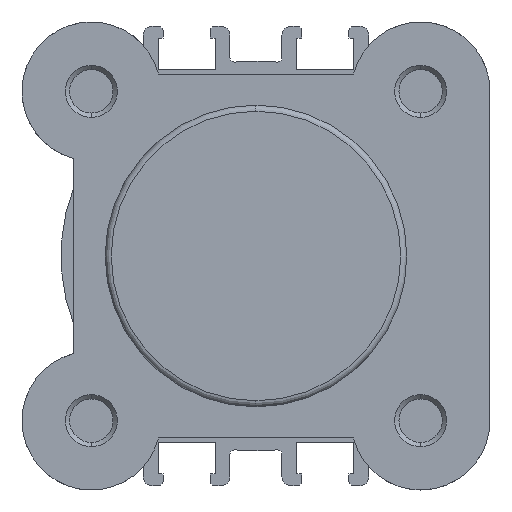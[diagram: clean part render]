
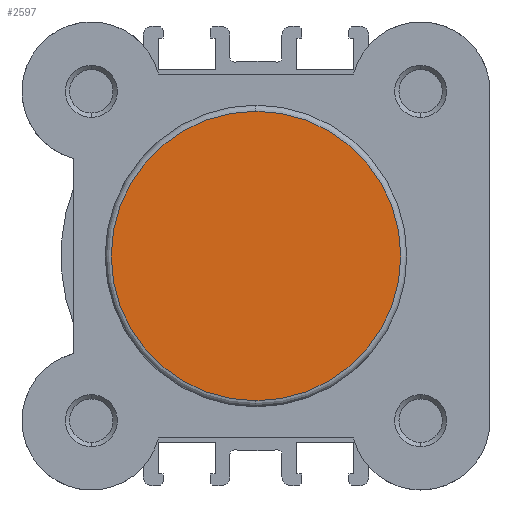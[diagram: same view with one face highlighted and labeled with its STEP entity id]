
A CAD part, left-side view. The second image highlights one B-rep face of the part: STEP entity #2597.
In plain terms, the highlighted planar face has unit normal (-1, 0, 0).
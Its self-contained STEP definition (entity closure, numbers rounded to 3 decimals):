
#237 = CIRCLE ( 'NONE', #5893, 16.7 ) ;
#769 = CARTESIAN_POINT ( 'NONE',  ( 0., 0., 0. ) ) ;
#776 = DIRECTION ( 'NONE',  ( -1., 0., 0. ) ) ;
#777 = DIRECTION ( 'NONE',  ( 0., 0., 1. ) ) ;
#1371 = VERTEX_POINT ( 'NONE', #1741 ) ;
#1372 = VERTEX_POINT ( 'NONE', #1742 ) ;
#1741 = CARTESIAN_POINT ( 'NONE',  ( 0., 0., -16.7 ) ) ;
#1742 = CARTESIAN_POINT ( 'NONE',  ( 0., 0., 16.7 ) ) ;
#2176 = CARTESIAN_POINT ( 'NONE',  ( 0., -17.4, 0. ) ) ;
#2177 = PLANE ( 'NONE',  #5499 ) ;
#2179 = DIRECTION ( 'NONE',  ( -1., 0., 0. ) ) ;
#2180 = DIRECTION ( 'NONE',  ( 0., 0., 1. ) ) ;
#2597 = ADVANCED_FACE ( 'NONE', ( #6096 ), #2177, .T. ) ;
#3607 = CARTESIAN_POINT ( 'NONE',  ( 0., 0., 0. ) ) ;
#3608 = DIRECTION ( 'NONE',  ( -1., 0., 0. ) ) ;
#3609 = DIRECTION ( 'NONE',  ( 0., 0., 1. ) ) ;
#4522 = EDGE_LOOP ( 'NONE', ( #4627, #4626 ) ) ;
#4626 = ORIENTED_EDGE ( 'NONE', *, *, #5339, .T. ) ;
#4627 = ORIENTED_EDGE ( 'NONE', *, *, #5085, .T. ) ;
#5085 = EDGE_CURVE ( 'NONE', #1372, #1371, #6843, .T. ) ;
#5339 = EDGE_CURVE ( 'NONE', #1371, #1372, #237, .T. ) ;
#5499 = AXIS2_PLACEMENT_3D ( 'NONE', #2176, #2179, #2180 ) ;
#5778 = AXIS2_PLACEMENT_3D ( 'NONE', #3607, #3608, #3609 ) ;
#5893 = AXIS2_PLACEMENT_3D ( 'NONE', #769, #776, #777 ) ;
#6096 = FACE_OUTER_BOUND ( 'NONE', #4522, .T. ) ;
#6843 = CIRCLE ( 'NONE', #5778, 16.7 ) ;
